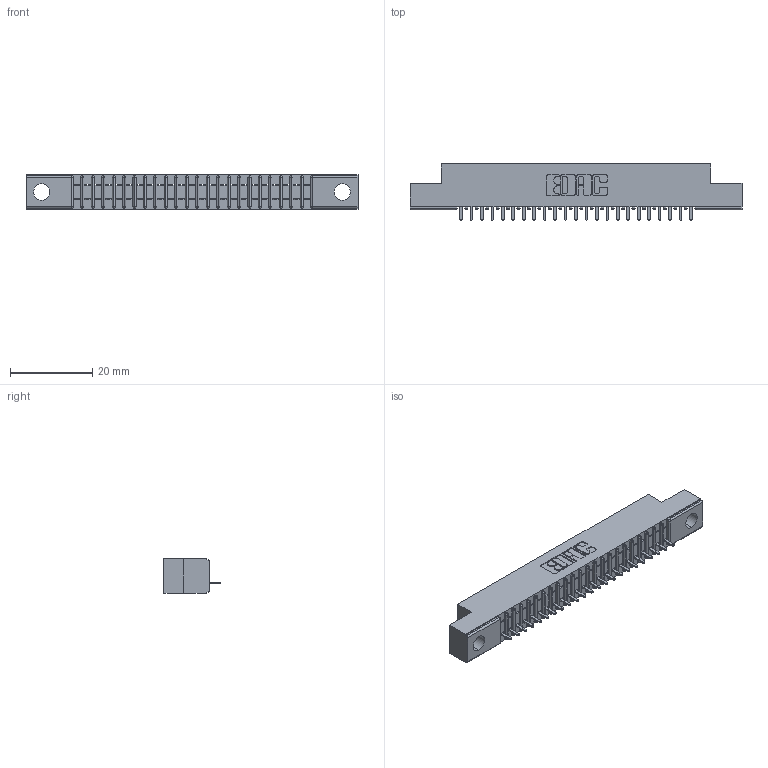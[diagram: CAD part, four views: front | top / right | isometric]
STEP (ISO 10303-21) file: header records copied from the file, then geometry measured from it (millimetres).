
FILE_DESCRIPTION (( 'STEP AP203' ), '1' );
FILE_NAME ('391-023-524-104.STEP', '2018-08-08T19:39:21', ( '' ), ( '' ), 'SwSTEP 2.0', 'SolidWorks 2016', '' );
FILE_SCHEMA (( 'CONFIG_CONTROL_DESIGN' ));
Length unit declared in the file: inch
Products named in the file (3): 391-023-524-104; 341 Part_.156 (3.96) Dia Mounting Holes; 341-292-001_341-292-124
Assembly tree (24 placements, depth 2):
  391-023-524-104
    341 Part_.156 (3.96) Dia Mounting Holes
    341-292-001_341-292-124  x23
Bounding box: 80.64 x 13.64 x 8.38 mm (x, y, z)
Volume: 4315.8 mm3; surface area: 7830.9 mm2
Topology: 24 solids, 24 shells, 2016 faces, 5803 edges, 3726 vertices
Faces by surface type: plane 1255, cylinder 669, sphere 48, torus 44
Entity records: 30048 total; most frequent: CARTESIAN_POINT 5100, ORIENTED_EDGE 5086, DIRECTION 4931, EDGE_CURVE 2543, VECTOR 2041, LINE 2041, VERTEX_POINT 1614, AXIS2_PLACEMENT_3D 1445
